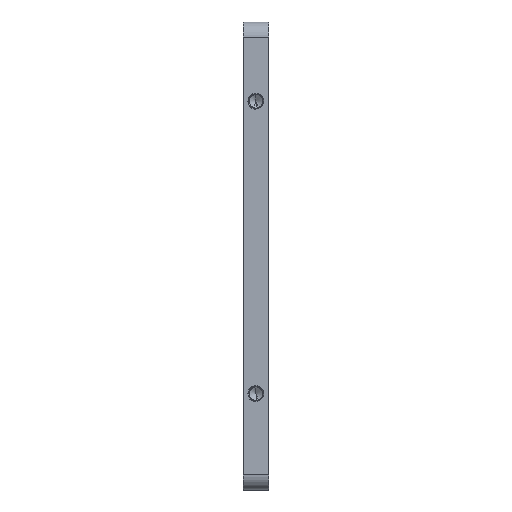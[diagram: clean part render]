
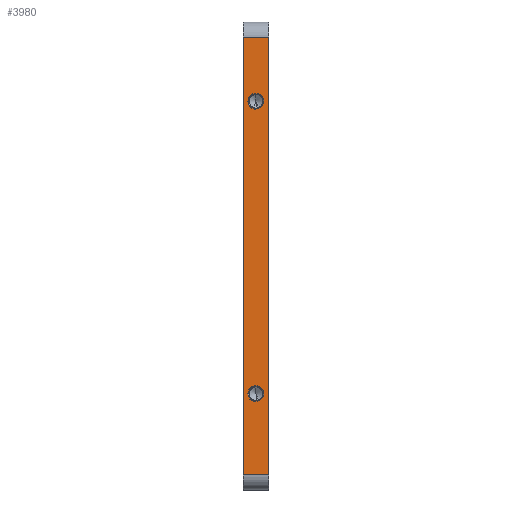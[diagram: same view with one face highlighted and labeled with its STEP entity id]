
A CAD part, left-side view. The second image highlights one B-rep face of the part: STEP entity #3980.
In plain terms, the highlighted planar face has unit normal (-1, 0, 0).
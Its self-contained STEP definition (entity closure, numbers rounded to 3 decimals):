
#105 = CARTESIAN_POINT ( 'NONE',  ( -154.85, 0., 86.65 ) ) ;
#292 = LINE ( 'NONE', #10177, #16929 ) ;
#310 = EDGE_CURVE ( 'NONE', #3822, #24091, #3238, .T. ) ;
#949 = EDGE_LOOP ( 'NONE', ( #20785, #1805 ) ) ;
#1343 = CIRCLE ( 'NONE', #20876, 3.005 ) ;
#1523 = CARTESIAN_POINT ( 'NONE',  ( -154.85, 10., 86.65 ) ) ;
#1805 = ORIENTED_EDGE ( 'NONE', *, *, #16574, .T. ) ;
#2200 = DIRECTION ( 'NONE',  ( 1., 0., 0. ) ) ;
#2249 = CARTESIAN_POINT ( 'NONE',  ( -154.85, 5., 61.25 ) ) ;
#2386 = VERTEX_POINT ( 'NONE', #4965 ) ;
#2666 = CARTESIAN_POINT ( 'NONE',  ( -154.85, 5., -57.555 ) ) ;
#3238 = LINE ( 'NONE', #1523, #12090 ) ;
#3822 = VERTEX_POINT ( 'NONE', #105 ) ;
#3907 = FACE_OUTER_BOUND ( 'NONE', #7972, .T. ) ;
#3980 = ADVANCED_FACE ( 'NONE', ( #15274, #21132, #3907 ), #8054, .F. ) ;
#4015 = VERTEX_POINT ( 'NONE', #11838 ) ;
#4494 = CARTESIAN_POINT ( 'NONE',  ( -154.85, 5., 61.25 ) ) ;
#4911 = ORIENTED_EDGE ( 'NONE', *, *, #13579, .T. ) ;
#4965 = CARTESIAN_POINT ( 'NONE',  ( -154.85, 5., 64.255 ) ) ;
#5018 = DIRECTION ( 'NONE',  ( 1., 0., 0. ) ) ;
#5670 = DIRECTION ( 'NONE',  ( 1., 0., 0. ) ) ;
#5742 = ORIENTED_EDGE ( 'NONE', *, *, #310, .T. ) ;
#5744 = DIRECTION ( 'NONE',  ( 0., 0., -1. ) ) ;
#5749 = DIRECTION ( 'NONE',  ( 0., 0., -1. ) ) ;
#5977 = DIRECTION ( 'NONE',  ( 1., 0., 0. ) ) ;
#6327 = DIRECTION ( 'NONE',  ( 1., 0., 0. ) ) ;
#6848 = CARTESIAN_POINT ( 'NONE',  ( -154.85, 5., -54.55 ) ) ;
#7649 = CIRCLE ( 'NONE', #21312, 3.005 ) ;
#7947 = AXIS2_PLACEMENT_3D ( 'NONE', #6848, #5018, #21637 ) ;
#7972 = EDGE_LOOP ( 'NONE', ( #8109, #12489, #21339, #5742 ) ) ;
#8054 = PLANE ( 'NONE',  #8270 ) ;
#8109 = ORIENTED_EDGE ( 'NONE', *, *, #14973, .F. ) ;
#8270 = AXIS2_PLACEMENT_3D ( 'NONE', #22484, #5977, #5744 ) ;
#8468 = VERTEX_POINT ( 'NONE', #2666 ) ;
#9100 = EDGE_CURVE ( 'NONE', #9548, #3822, #292, .T. ) ;
#9218 = DIRECTION ( 'NONE',  ( 0., 1., 0. ) ) ;
#9242 = VERTEX_POINT ( 'NONE', #11776 ) ;
#9548 = VERTEX_POINT ( 'NONE', #20684 ) ;
#9810 = DIRECTION ( 'NONE',  ( 0., 0., -1. ) ) ;
#9852 = EDGE_CURVE ( 'NONE', #4015, #8468, #18481, .T. ) ;
#10177 = CARTESIAN_POINT ( 'NONE',  ( -154.85, 0., -92.65 ) ) ;
#10249 = LINE ( 'NONE', #16129, #15049 ) ;
#11267 = CARTESIAN_POINT ( 'NONE',  ( -154.85, 10., 86.65 ) ) ;
#11776 = CARTESIAN_POINT ( 'NONE',  ( -154.85, 10., -86.65 ) ) ;
#11838 = CARTESIAN_POINT ( 'NONE',  ( -154.85, 5., -51.545 ) ) ;
#11945 = DIRECTION ( 'NONE',  ( 0., 0., -1. ) ) ;
#12090 = VECTOR ( 'NONE', #9218, 1000. ) ;
#12489 = ORIENTED_EDGE ( 'NONE', *, *, #17563, .T. ) ;
#12618 = CIRCLE ( 'NONE', #20817, 3.005 ) ;
#13579 = EDGE_CURVE ( 'NONE', #8468, #4015, #7649, .T. ) ;
#14586 = VECTOR ( 'NONE', #23920, 1000. ) ;
#14973 = EDGE_CURVE ( 'NONE', #9242, #24091, #10249, .T. ) ;
#15038 = CARTESIAN_POINT ( 'NONE',  ( -154.85, 5., -54.55 ) ) ;
#15049 = VECTOR ( 'NONE', #21626, 1000. ) ;
#15274 = FACE_BOUND ( 'NONE', #949, .T. ) ;
#15945 = CARTESIAN_POINT ( 'NONE',  ( -154.85, 5., 58.245 ) ) ;
#16129 = CARTESIAN_POINT ( 'NONE',  ( -154.85, 10., -92.65 ) ) ;
#16133 = LINE ( 'NONE', #18533, #14586 ) ;
#16574 = EDGE_CURVE ( 'NONE', #20920, #2386, #12618, .T. ) ;
#16929 = VECTOR ( 'NONE', #21068, 1000. ) ;
#17563 = EDGE_CURVE ( 'NONE', #9242, #9548, #16133, .T. ) ;
#18481 = CIRCLE ( 'NONE', #7947, 3.005 ) ;
#18533 = CARTESIAN_POINT ( 'NONE',  ( -154.85, 10., -86.65 ) ) ;
#19391 = EDGE_CURVE ( 'NONE', #2386, #20920, #1343, .T. ) ;
#20080 = ORIENTED_EDGE ( 'NONE', *, *, #9852, .T. ) ;
#20684 = CARTESIAN_POINT ( 'NONE',  ( -154.85, 0., -86.65 ) ) ;
#20785 = ORIENTED_EDGE ( 'NONE', *, *, #19391, .T. ) ;
#20817 = AXIS2_PLACEMENT_3D ( 'NONE', #2249, #5670, #9810 ) ;
#20876 = AXIS2_PLACEMENT_3D ( 'NONE', #4494, #6327, #11945 ) ;
#20920 = VERTEX_POINT ( 'NONE', #15945 ) ;
#21068 = DIRECTION ( 'NONE',  ( 0., 0., 1. ) ) ;
#21132 = FACE_BOUND ( 'NONE', #23888, .T. ) ;
#21312 = AXIS2_PLACEMENT_3D ( 'NONE', #15038, #2200, #5749 ) ;
#21339 = ORIENTED_EDGE ( 'NONE', *, *, #9100, .T. ) ;
#21626 = DIRECTION ( 'NONE',  ( 0., 0., 1. ) ) ;
#21637 = DIRECTION ( 'NONE',  ( 0., 0., -1. ) ) ;
#22484 = CARTESIAN_POINT ( 'NONE',  ( -154.85, 10., -92.65 ) ) ;
#23888 = EDGE_LOOP ( 'NONE', ( #20080, #4911 ) ) ;
#23920 = DIRECTION ( 'NONE',  ( 0., -1., 0. ) ) ;
#24091 = VERTEX_POINT ( 'NONE', #11267 ) ;
